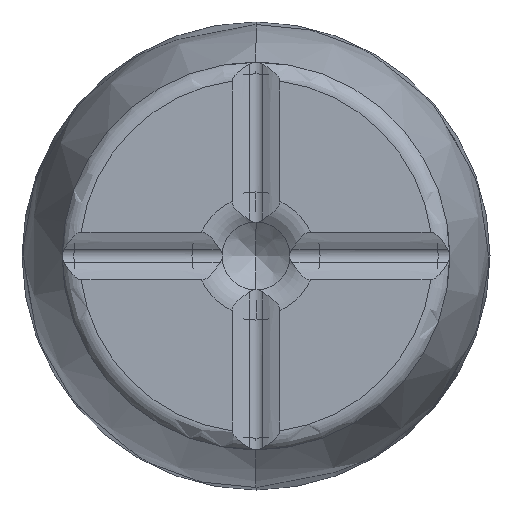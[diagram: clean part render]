
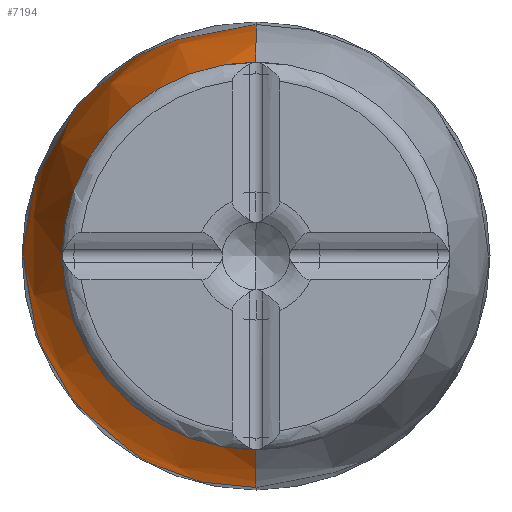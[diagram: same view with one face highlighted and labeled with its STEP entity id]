
A CAD part, left-side view. The second image highlights one B-rep face of the part: STEP entity #7194.
In plain terms, the highlighted face is a revolution surface.
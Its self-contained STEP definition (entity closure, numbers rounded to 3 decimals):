
#2548=CARTESIAN_POINT('',(1.371,0.,0.));
#2549=DIRECTION('',(1.,0.,0.));
#2550=DIRECTION('',(0.,0.,-1.));
#2551=AXIS2_PLACEMENT_3D('',#2548,#2549,#2550);
#2553=CARTESIAN_POINT('',(45.779,0.,0.));
#2554=DIRECTION('',(-1.,0.,0.));
#2555=DIRECTION('',(0.,0.,1.));
#2556=AXIS2_PLACEMENT_3D('',#2553,#2554,#2555);
#2986=CARTESIAN_POINT('',(1.371,0.,
25.21));
#2987=CARTESIAN_POINT('',(3.149,0.,
26.11));
#2988=CARTESIAN_POINT('',(10.401,0.,
29.096));
#2989=CARTESIAN_POINT('',(22.403,0.,
30.65));
#2990=CARTESIAN_POINT('',(35.456,0.,
29.914));
#2991=CARTESIAN_POINT('',(42.617,0.,
28.941));
#2992=CARTESIAN_POINT('',(45.779,0.,
28.465));
#2999=CARTESIAN_POINT('',(1.371,0.,
-25.21));
#3000=CARTESIAN_POINT('',(3.149,0.,
-26.11));
#3001=CARTESIAN_POINT('',(10.401,0.,
-29.096));
#3002=CARTESIAN_POINT('',(22.403,0.,
-30.65));
#3003=CARTESIAN_POINT('',(35.456,0.,
-29.914));
#3004=CARTESIAN_POINT('',(42.617,0.,
-28.941));
#3005=CARTESIAN_POINT('',(45.779,0.,
-28.465));
#3633=CARTESIAN_POINT('',(45.779,0.,
-28.465));
#3634=CARTESIAN_POINT('',(45.779,0.,
28.465));
#3635=VERTEX_POINT('',#3633);
#3636=VERTEX_POINT('',#3634);
#3678=CARTESIAN_POINT('',(1.371,0.,
25.21));
#3679=CARTESIAN_POINT('',(1.371,0.,
-25.21));
#3680=VERTEX_POINT('',#3678);
#3681=VERTEX_POINT('',#3679);
#7173=CARTESIAN_POINT('',(0.97,0.,-25.004));
#7174=CARTESIAN_POINT('',(2.872,0.,-25.995));
#7175=CARTESIAN_POINT('',(10.249,0.,-29.076));
#7176=CARTESIAN_POINT('',(22.403,0.,-30.65));
#7177=CARTESIAN_POINT('',(35.607,0.,-29.906));
#7178=CARTESIAN_POINT('',(42.916,0.,-28.9));
#7179=CARTESIAN_POINT('',(46.227,0.,-28.397));
#7181=CARTESIAN_POINT('',(-9.621,0.,0.));
#7182=DIRECTION('',(1.,0.,0.));
#7183=AXIS1_PLACEMENT('',#7181,#7182);
#7184=SURFACE_OF_REVOLUTION('',#7180,#7183);
#7186=ORIENTED_EDGE('',*,*,#7185,.F.);
#7188=ORIENTED_EDGE('',*,*,#7187,.T.);
#7189=ORIENTED_EDGE('',*,*,#7167,.F.);
#7191=ORIENTED_EDGE('',*,*,#7190,.F.);
#7192=EDGE_LOOP('',(#7186,#7188,#7189,#7191));
#7193=FACE_OUTER_BOUND('',#7192,.F.);
#7194=ADVANCED_FACE('',(#7193),#7184,.T.);
#2552=CIRCLE('',#2551,25.21);
#2557=CIRCLE('',#2556,28.465);
#2993=B_SPLINE_CURVE_WITH_KNOTS('',3,(#2986,#2987,#2988,#2989,#2990,#2991,
#2992),.UNSPECIFIED.,.F.,.F.,(4,1,1,1,4),(0.,0.132,
0.52,0.788,1.),.UNSPECIFIED.);
#3006=B_SPLINE_CURVE_WITH_KNOTS('',3,(#2999,#3000,#3001,#3002,#3003,#3004,
#3005),.UNSPECIFIED.,.F.,.F.,(4,1,1,1,4),(0.,0.132,
0.52,0.788,1.),.UNSPECIFIED.);
#7167=EDGE_CURVE('',#3636,#3635,#2557,.T.);
#7180=B_SPLINE_CURVE_WITH_KNOTS('',3,(#7173,#7174,#7175,#7176,#7177,#7178,
#7179),.UNSPECIFIED.,.F.,.F.,(4,1,1,1,4),(0.,0.139,
0.52,0.782,1.),.UNSPECIFIED.);
#7185=EDGE_CURVE('',#3681,#3680,#2552,.T.);
#7187=EDGE_CURVE('',#3681,#3635,#3006,.T.);
#7190=EDGE_CURVE('',#3680,#3636,#2993,.T.);
